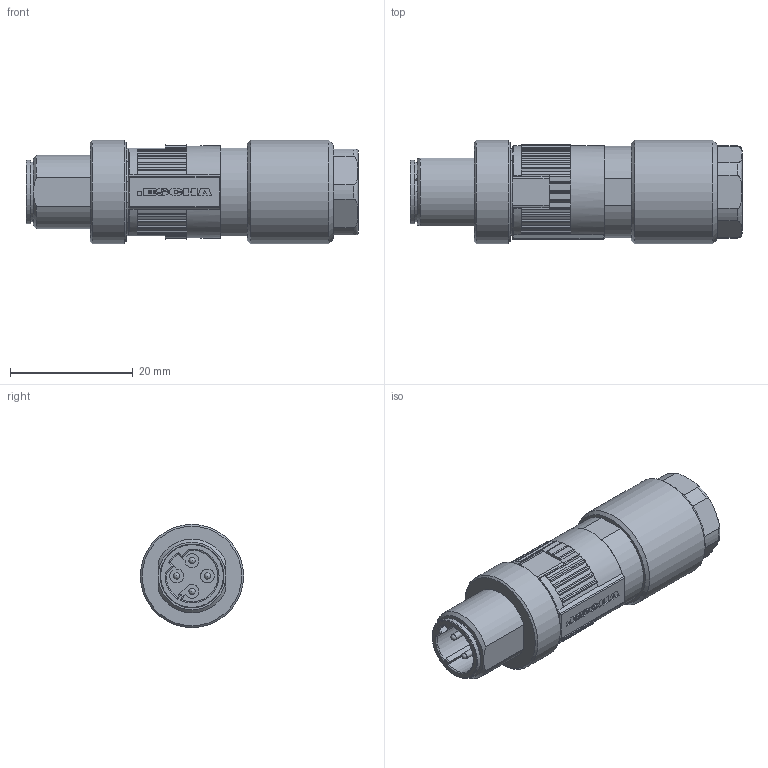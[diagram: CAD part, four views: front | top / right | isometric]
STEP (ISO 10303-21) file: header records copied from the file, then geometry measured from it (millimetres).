
FILE_DESCRIPTION(/* description */ (''),/* implementation_level */ '2;1');
FILE_NAME(/* name */ 'IE-WASCSY4S_stp.stp',/* time_stamp */ '2016-09-21T09:33:33+02:00',/* author */ (''),/* organization */ (''),/* preprocessor_version */ 'ST-DEVELOPER v16',/* originating_system */ 'SIEMENS PLM Software NX 10.0',/* authorisation */ '');
FILE_SCHEMA (('AUTOMOTIVE_DESIGN { 1 0 10303 214 3 1 1 1 }'));
Length unit declared in the file: millimetre
Products named in the file (1): IE-WASCSY4S_stp
Bounding box: 54.05 x 16.8 x 16.8 mm (x, y, z)
Volume: 8883.1 mm3; surface area: 3656.4 mm2
Topology: 1 solids, 1 shells, 437 faces, 1125 edges, 703 vertices
Faces by surface type: plane 280, cylinder 116, extrusion 18, torus 9, sphere 8, cone 6
Full cylindrical faces by diameter (mm): 1 x4, 2.25 x1, 10.2 x1, 10.4 x1, 16.8 x2
Entity records: 14192 total; most frequent: CARTESIAN_POINT 3623, DIRECTION 2207, ORIENTED_EDGE 2174, EDGE_CURVE 1087, AXIS2_PLACEMENT_3D 750, VECTOR 707, VERTEX_POINT 689, LINE 689
